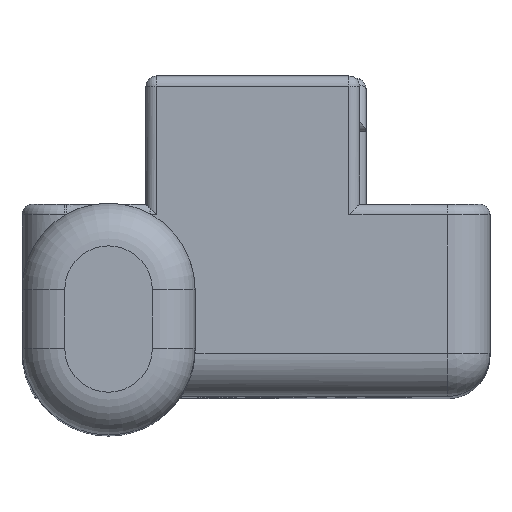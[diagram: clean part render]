
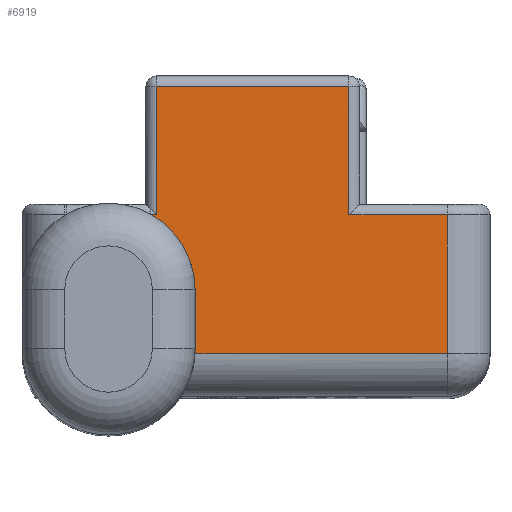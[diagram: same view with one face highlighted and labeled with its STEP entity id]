
A CAD part, top view. The second image highlights one B-rep face of the part: STEP entity #6919.
In plain terms, the highlighted planar face has unit normal (0, 0, 1).
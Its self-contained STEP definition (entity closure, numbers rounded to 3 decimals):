
#246 = EDGE_CURVE ( 'NONE', #7686, #5304, #3732, .T. ) ;
#315 = DIRECTION ( 'NONE',  ( 0., 0., -1. ) ) ;
#505 = CARTESIAN_POINT ( 'NONE',  ( -2.85, 7., 32.45 ) ) ;
#589 = CARTESIAN_POINT ( 'NONE',  ( 8.95, 7., 32.45 ) ) ;
#682 = VERTEX_POINT ( 'NONE', #5430 ) ;
#683 = EDGE_LOOP ( 'NONE', ( #10048, #8985, #3745, #12307, #8501, #705, #5809, #11223, #1723, #10553 ) ) ;
#705 = ORIENTED_EDGE ( 'NONE', *, *, #7903, .T. ) ;
#854 = AXIS2_PLACEMENT_3D ( 'NONE', #13295, #3807, #12249 ) ;
#1044 = VERTEX_POINT ( 'NONE', #11019 ) ;
#1301 = LINE ( 'NONE', #11870, #2236 ) ;
#1348 = CARTESIAN_POINT ( 'NONE',  ( -10.95, 7., 32.45 ) ) ;
#1667 = LINE ( 'NONE', #7803, #10426 ) ;
#1723 = ORIENTED_EDGE ( 'NONE', *, *, #6316, .T. ) ;
#1847 = VECTOR ( 'NONE', #3628, 1000. ) ;
#1926 = LINE ( 'NONE', #5090, #5943 ) ;
#2084 = VERTEX_POINT ( 'NONE', #9245 ) ;
#2236 = VECTOR ( 'NONE', #12769, 1000. ) ;
#2306 = EDGE_CURVE ( 'NONE', #1044, #2084, #1667, .T. ) ;
#2811 = EDGE_CURVE ( 'NONE', #12314, #10651, #1301, .T. ) ;
#3346 = CARTESIAN_POINT ( 'NONE',  ( -4.65, 6.5, 32.45 ) ) ;
#3373 = CARTESIAN_POINT ( 'NONE',  ( 4.35, 6.5, 32.45 ) ) ;
#3549 = VECTOR ( 'NONE', #9105, 1000. ) ;
#3628 = DIRECTION ( 'NONE',  ( 1., 0., 0. ) ) ;
#3732 = CIRCLE ( 'NONE', #854, 4.05 ) ;
#3745 = ORIENTED_EDGE ( 'NONE', *, *, #246, .T. ) ;
#3807 = DIRECTION ( 'NONE',  ( 0., 0., -1. ) ) ;
#4101 = CARTESIAN_POINT ( 'NONE',  ( 8.95, 0., 32.45 ) ) ;
#4513 = DIRECTION ( 'NONE',  ( -1., 0., 0. ) ) ;
#4773 = VERTEX_POINT ( 'NONE', #4101 ) ;
#4882 = CARTESIAN_POINT ( 'NONE',  ( 8.95, 6.5, 32.45 ) ) ;
#4944 = AXIS2_PLACEMENT_3D ( 'NONE', #1348, #315, #4513 ) ;
#5090 = CARTESIAN_POINT ( 'NONE',  ( -4.65, 7., 32.45 ) ) ;
#5304 = VERTEX_POINT ( 'NONE', #11453 ) ;
#5430 = CARTESIAN_POINT ( 'NONE',  ( -2.855, 0., 32.45 ) ) ;
#5667 = LINE ( 'NONE', #505, #6644 ) ;
#5716 = EDGE_CURVE ( 'NONE', #682, #7867, #13456, .T. ) ;
#5809 = ORIENTED_EDGE ( 'NONE', *, *, #10324, .T. ) ;
#5943 = VECTOR ( 'NONE', #9302, 1000. ) ;
#6092 = CARTESIAN_POINT ( 'NONE',  ( -6.9, 0.2, 32.45 ) ) ;
#6228 = DIRECTION ( 'NONE',  ( 1., 0., 0. ) ) ;
#6316 = EDGE_CURVE ( 'NONE', #10651, #1044, #12446, .T. ) ;
#6573 = FACE_OUTER_BOUND ( 'NONE', #683, .T. ) ;
#6644 = VECTOR ( 'NONE', #12177, 1000. ) ;
#6756 = DIRECTION ( 'NONE',  ( -1., 0., 0. ) ) ;
#6809 = VECTOR ( 'NONE', #9175, 1000. ) ;
#6862 = CARTESIAN_POINT ( 'NONE',  ( 8.95, 0., 32.45 ) ) ;
#6919 = ADVANCED_FACE ( 'NONE', ( #6573 ), #10805, .F. ) ;
#7285 = CARTESIAN_POINT ( 'NONE',  ( -4.951, 6.5, 32.45 ) ) ;
#7686 = VERTEX_POINT ( 'NONE', #7285 ) ;
#7803 = CARTESIAN_POINT ( 'NONE',  ( -5.15, 12.5, 32.45 ) ) ;
#7867 = VERTEX_POINT ( 'NONE', #10115 ) ;
#7903 = EDGE_CURVE ( 'NONE', #682, #4773, #9073, .T. ) ;
#8015 = LINE ( 'NONE', #8138, #3549 ) ;
#8138 = CARTESIAN_POINT ( 'NONE',  ( -6.9, 6.5, 32.45 ) ) ;
#8314 = DIRECTION ( 'NONE',  ( 0., 0., 1. ) ) ;
#8501 = ORIENTED_EDGE ( 'NONE', *, *, #5716, .F. ) ;
#8985 = ORIENTED_EDGE ( 'NONE', *, *, #12123, .T. ) ;
#8997 = VERTEX_POINT ( 'NONE', #3346 ) ;
#9073 = LINE ( 'NONE', #6862, #1847 ) ;
#9105 = DIRECTION ( 'NONE',  ( -1., 0., 0. ) ) ;
#9175 = DIRECTION ( 'NONE',  ( 0., 1., 0. ) ) ;
#9245 = CARTESIAN_POINT ( 'NONE',  ( -4.65, 12.5, 32.45 ) ) ;
#9285 = VECTOR ( 'NONE', #10230, 1000. ) ;
#9302 = DIRECTION ( 'NONE',  ( 0., -1., 0. ) ) ;
#9457 = EDGE_CURVE ( 'NONE', #7867, #5304, #5667, .T. ) ;
#10048 = ORIENTED_EDGE ( 'NONE', *, *, #11225, .T. ) ;
#10115 = CARTESIAN_POINT ( 'NONE',  ( -2.85, 0.2, 32.45 ) ) ;
#10230 = DIRECTION ( 'NONE',  ( 0., 1., 0. ) ) ;
#10289 = CARTESIAN_POINT ( 'NONE',  ( 4.35, 7., 32.45 ) ) ;
#10324 = EDGE_CURVE ( 'NONE', #4773, #12314, #11148, .T. ) ;
#10426 = VECTOR ( 'NONE', #6756, 1000. ) ;
#10553 = ORIENTED_EDGE ( 'NONE', *, *, #2306, .T. ) ;
#10651 = VERTEX_POINT ( 'NONE', #3373 ) ;
#10805 = PLANE ( 'NONE',  #4944 ) ;
#11019 = CARTESIAN_POINT ( 'NONE',  ( 4.35, 12.5, 32.45 ) ) ;
#11148 = LINE ( 'NONE', #589, #9285 ) ;
#11223 = ORIENTED_EDGE ( 'NONE', *, *, #2811, .T. ) ;
#11225 = EDGE_CURVE ( 'NONE', #2084, #8997, #1926, .T. ) ;
#11453 = CARTESIAN_POINT ( 'NONE',  ( -2.85, 2.95, 32.45 ) ) ;
#11870 = CARTESIAN_POINT ( 'NONE',  ( 4.35, 6.5, 32.45 ) ) ;
#12123 = EDGE_CURVE ( 'NONE', #8997, #7686, #8015, .T. ) ;
#12177 = DIRECTION ( 'NONE',  ( 0., 1., 0. ) ) ;
#12249 = DIRECTION ( 'NONE',  ( -1., 0., 0. ) ) ;
#12307 = ORIENTED_EDGE ( 'NONE', *, *, #9457, .F. ) ;
#12314 = VERTEX_POINT ( 'NONE', #4882 ) ;
#12345 = AXIS2_PLACEMENT_3D ( 'NONE', #6092, #8314, #6228 ) ;
#12446 = LINE ( 'NONE', #10289, #6809 ) ;
#12769 = DIRECTION ( 'NONE',  ( -1., 0., 0. ) ) ;
#13295 = CARTESIAN_POINT ( 'NONE',  ( -6.9, 2.95, 32.45 ) ) ;
#13456 = CIRCLE ( 'NONE', #12345, 4.05 ) ;
